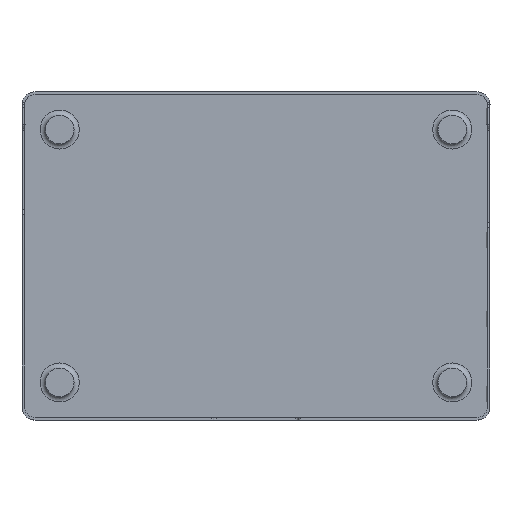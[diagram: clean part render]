
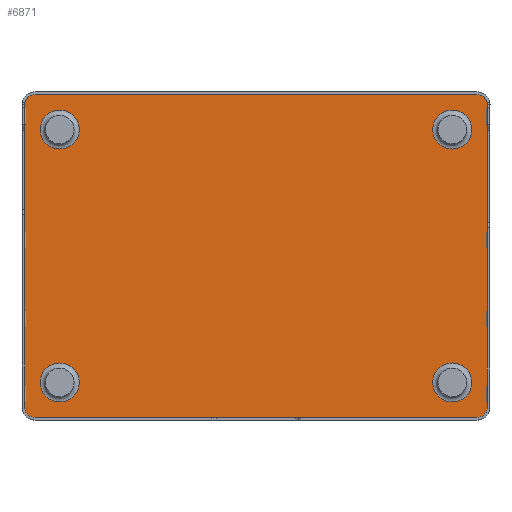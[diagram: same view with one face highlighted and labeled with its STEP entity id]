
A CAD part, top view. The second image highlights one B-rep face of the part: STEP entity #6871.
In plain terms, the highlighted planar face has unit normal (0, 0, 1).
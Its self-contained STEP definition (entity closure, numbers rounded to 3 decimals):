
#116=FACE_BOUND('',#767,.T.);
#117=FACE_BOUND('',#768,.T.);
#118=FACE_BOUND('',#769,.T.);
#119=FACE_BOUND('',#770,.T.);
#190=CIRCLE('',#7265,8.);
#193=CIRCLE('',#7271,15.);
#194=CIRCLE('',#7273,8.);
#195=CIRCLE('',#7274,8.);
#196=CIRCLE('',#7275,8.);
#197=CIRCLE('',#7276,15.);
#198=CIRCLE('',#7277,15.);
#199=CIRCLE('',#7278,15.);
#327=FACE_OUTER_BOUND('',#766,.T.);
#766=EDGE_LOOP('',(#5265,#5266,#5267,#5268,#5269,#5270,#5271,#5272));
#767=EDGE_LOOP('',(#5273));
#768=EDGE_LOOP('',(#5274));
#769=EDGE_LOOP('',(#5275));
#770=EDGE_LOOP('',(#5276));
#1459=LINE('',#10186,#2371);
#1479=LINE('',#10242,#2391);
#1605=LINE('',#10504,#2517);
#1606=LINE('',#10508,#2518);
#2371=VECTOR('',#8131,10.);
#2391=VECTOR('',#8195,10.);
#2517=VECTOR('',#8341,10.);
#2518=VECTOR('',#8346,10.);
#3264=VERTEX_POINT('',#10183);
#3265=VERTEX_POINT('',#10185);
#3278=VERTEX_POINT('',#10239);
#3279=VERTEX_POINT('',#10241);
#3402=VERTEX_POINT('',#10496);
#3403=VERTEX_POINT('',#10500);
#3404=VERTEX_POINT('',#10501);
#3405=VERTEX_POINT('',#10503);
#3406=VERTEX_POINT('',#10506);
#3407=VERTEX_POINT('',#10509);
#3408=VERTEX_POINT('',#10511);
#3409=VERTEX_POINT('',#10513);
#3964=EDGE_CURVE('',#3264,#3265,#1459,.F.);
#3992=EDGE_CURVE('',#3278,#3279,#1479,.F.);
#4115=EDGE_CURVE('',#3278,#3265,#190,.T.);
#4121=EDGE_CURVE('',#3402,#3402,#193,.T.);
#4122=EDGE_CURVE('',#3403,#3404,#194,.F.);
#4123=EDGE_CURVE('',#3405,#3404,#1605,.T.);
#4124=EDGE_CURVE('',#3405,#3279,#195,.T.);
#4125=EDGE_CURVE('',#3264,#3406,#196,.T.);
#4126=EDGE_CURVE('',#3403,#3406,#1606,.F.);
#4127=EDGE_CURVE('',#3407,#3407,#197,.T.);
#4128=EDGE_CURVE('',#3408,#3408,#198,.T.);
#4129=EDGE_CURVE('',#3409,#3409,#199,.T.);
#5265=ORIENTED_EDGE('',*,*,#4122,.T.);
#5266=ORIENTED_EDGE('',*,*,#4123,.F.);
#5267=ORIENTED_EDGE('',*,*,#4124,.T.);
#5268=ORIENTED_EDGE('',*,*,#3992,.F.);
#5269=ORIENTED_EDGE('',*,*,#4115,.T.);
#5270=ORIENTED_EDGE('',*,*,#3964,.F.);
#5271=ORIENTED_EDGE('',*,*,#4125,.T.);
#5272=ORIENTED_EDGE('',*,*,#4126,.F.);
#5273=ORIENTED_EDGE('',*,*,#4127,.F.);
#5274=ORIENTED_EDGE('',*,*,#4128,.F.);
#5275=ORIENTED_EDGE('',*,*,#4129,.F.);
#5276=ORIENTED_EDGE('',*,*,#4121,.F.);
#6542=PLANE('',#7272);
#6871=ADVANCED_FACE('',(#327,#116,#117,#118,#119),#6542,.T.);
#7265=AXIS2_PLACEMENT_3D('',#10486,#8320,#8321);
#7271=AXIS2_PLACEMENT_3D('',#10498,#8335,#8336);
#7272=AXIS2_PLACEMENT_3D('',#10499,#8337,#8338);
#7273=AXIS2_PLACEMENT_3D('',#10502,#8339,#8340);
#7274=AXIS2_PLACEMENT_3D('',#10505,#8342,#8343);
#7275=AXIS2_PLACEMENT_3D('',#10507,#8344,#8345);
#7276=AXIS2_PLACEMENT_3D('',#10510,#8347,#8348);
#7277=AXIS2_PLACEMENT_3D('',#10512,#8349,#8350);
#7278=AXIS2_PLACEMENT_3D('',#10514,#8351,#8352);
#8131=DIRECTION('',(1.,0.,0.));
#8195=DIRECTION('',(0.,-1.,0.));
#8320=DIRECTION('center_axis',(0.,0.,1.));
#8321=DIRECTION('ref_axis',(-0.707,-0.707,0.));
#8335=DIRECTION('center_axis',(0.,0.,1.));
#8336=DIRECTION('ref_axis',(-1.,0.,0.));
#8337=DIRECTION('center_axis',(0.,0.,1.));
#8338=DIRECTION('ref_axis',(1.,0.,0.));
#8339=DIRECTION('center_axis',(0.,0.,-1.));
#8340=DIRECTION('ref_axis',(0.707,0.707,0.));
#8341=DIRECTION('',(1.,0.,0.));
#8342=DIRECTION('center_axis',(0.,0.,1.));
#8343=DIRECTION('ref_axis',(-0.707,0.707,0.));
#8344=DIRECTION('center_axis',(0.,0.,1.));
#8345=DIRECTION('ref_axis',(0.707,-0.707,0.));
#8346=DIRECTION('',(0.,1.,0.));
#8347=DIRECTION('center_axis',(0.,0.,1.));
#8348=DIRECTION('ref_axis',(-1.,0.,0.));
#8349=DIRECTION('center_axis',(0.,0.,1.));
#8350=DIRECTION('ref_axis',(-1.,0.,0.));
#8351=DIRECTION('center_axis',(0.,0.,1.));
#8352=DIRECTION('ref_axis',(-1.,0.,0.));
#10183=CARTESIAN_POINT('',(83.579,-66.867,2.));
#10185=CARTESIAN_POINT('',(-256.421,-66.867,2.));
#10186=CARTESIAN_POINT('',(-176.421,-66.867,2.));
#10239=CARTESIAN_POINT('',(-264.421,-58.867,2.));
#10241=CARTESIAN_POINT('',(-264.421,173.633,2.));
#10242=CARTESIAN_POINT('',(-264.421,120.508,2.));
#10486=CARTESIAN_POINT('Origin',(-256.421,-58.867,2.));
#10496=CARTESIAN_POINT('',(-222.421,-39.867,2.));
#10498=CARTESIAN_POINT('Origin',(-237.421,-39.867,2.));
#10499=CARTESIAN_POINT('Origin',(-86.421,57.383,2.));
#10500=CARTESIAN_POINT('',(91.579,173.633,2.));
#10501=CARTESIAN_POINT('',(83.579,181.633,2.));
#10502=CARTESIAN_POINT('Origin',(83.579,173.633,2.));
#10503=CARTESIAN_POINT('',(-256.421,181.633,2.));
#10504=CARTESIAN_POINT('',(3.579,181.633,2.));
#10505=CARTESIAN_POINT('Origin',(-256.421,173.633,2.));
#10506=CARTESIAN_POINT('',(91.579,-58.867,2.));
#10507=CARTESIAN_POINT('Origin',(83.579,-58.867,2.));
#10508=CARTESIAN_POINT('',(91.579,-5.742,2.));
#10509=CARTESIAN_POINT('',(79.579,-39.867,2.));
#10510=CARTESIAN_POINT('Origin',(64.579,-39.867,2.));
#10511=CARTESIAN_POINT('',(79.579,154.633,2.));
#10512=CARTESIAN_POINT('Origin',(64.579,154.633,2.));
#10513=CARTESIAN_POINT('',(-222.421,154.633,2.));
#10514=CARTESIAN_POINT('Origin',(-237.421,154.633,2.));
